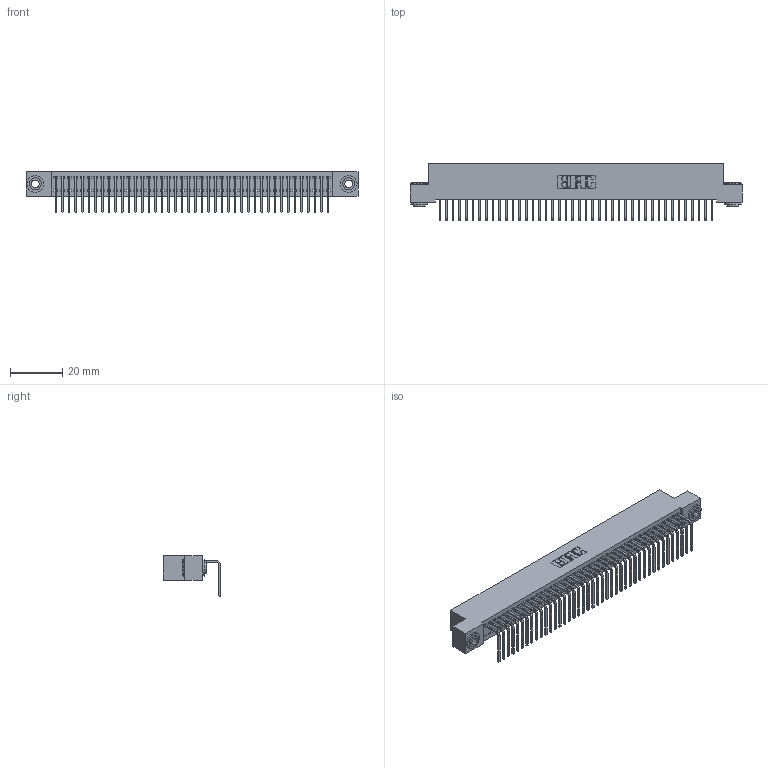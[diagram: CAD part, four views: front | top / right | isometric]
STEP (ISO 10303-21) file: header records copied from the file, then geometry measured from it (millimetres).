
FILE_DESCRIPTION (( 'STEP AP203' ), '1' );
FILE_NAME ('392-042-558-103.STEP', '2018-08-16T13:58:05', ( '' ), ( '' ), 'SwSTEP 2.0', 'SolidWorks 2016', '' );
FILE_SCHEMA (( 'CONFIG_CONTROL_DESIGN' ));
Length unit declared in the file: inch
Products named in the file (4): 342-250-002_345-250-002-102; 392-042-558-103; 342 Part_.156 TH; 345-292-001_558 Tail - 2
Assembly tree (45 placements, depth 2):
  392-042-558-103
    342 Part_.156 TH
    345-292-001_558 Tail - 2  x42
    342-250-002_345-250-002-102  x2
Bounding box: 127 x 21.91 x 15.62 mm (x, y, z)
Volume: 11298.1 mm3; surface area: 17611.7 mm2
Topology: 45 solids, 45 shells, 2668 faces, 8019 edges, 5286 vertices
Faces by surface type: plane 1924, cylinder 736, cone 8
Entity records: 26278 total; most frequent: CARTESIAN_POINT 4511, ORIENTED_EDGE 4482, DIRECTION 3839, EDGE_CURVE 2241, VECTOR 2089, LINE 2089, VERTEX_POINT 1490, AXIS2_PLACEMENT_3D 875
